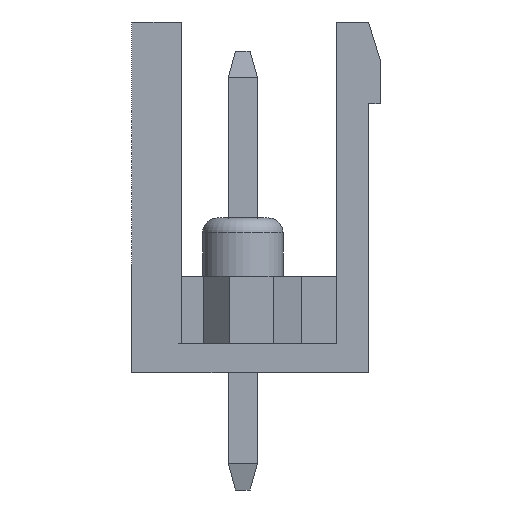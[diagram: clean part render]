
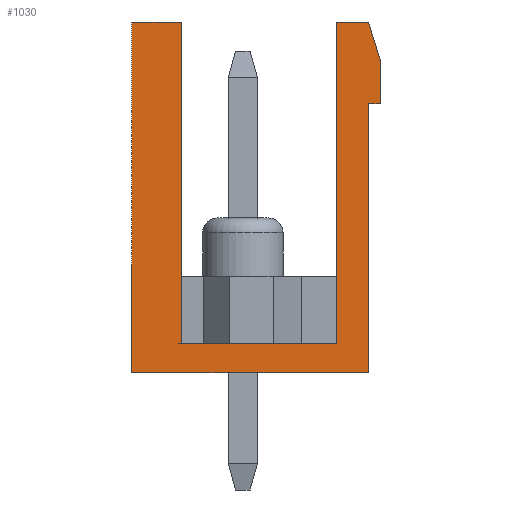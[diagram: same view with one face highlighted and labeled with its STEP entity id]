
A CAD part, left-side view. The second image highlights one B-rep face of the part: STEP entity #1030.
In plain terms, the highlighted planar face has unit normal (-1, 0, 0).
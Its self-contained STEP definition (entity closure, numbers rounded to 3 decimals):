
#1030 = ADVANCED_FACE( '', ( #2556 ), #2557, .F. );
#2556 = FACE_OUTER_BOUND( '', #4717, .T. );
#2557 = PLANE( '', #4718 );
#4717 = EDGE_LOOP( '', ( #7146, #7147, #7148, #7149, #7150, #7151, #7152, #7153, #7154, #7155, #7156 ) );
#4718 = AXIS2_PLACEMENT_3D( '', #7157, #7158, #7159 );
#7146 = ORIENTED_EDGE( '', *, *, #13630, .T. );
#7147 = ORIENTED_EDGE( '', *, *, #13631, .F. );
#7148 = ORIENTED_EDGE( '', *, *, #13632, .F. );
#7149 = ORIENTED_EDGE( '', *, *, #13633, .F. );
#7150 = ORIENTED_EDGE( '', *, *, #13634, .T. );
#7151 = ORIENTED_EDGE( '', *, *, #13635, .F. );
#7152 = ORIENTED_EDGE( '', *, *, #13636, .F. );
#7153 = ORIENTED_EDGE( '', *, *, #13637, .F. );
#7154 = ORIENTED_EDGE( '', *, *, #13638, .T. );
#7155 = ORIENTED_EDGE( '', *, *, #13571, .T. );
#7156 = ORIENTED_EDGE( '', *, *, #13639, .F. );
#7157 = CARTESIAN_POINT( '', ( -50.8, 0., 0. ) );
#7158 = DIRECTION( '', ( 1., 0., 0. ) );
#7159 = DIRECTION( '', ( 0., 0., -1. ) );
#13571 = EDGE_CURVE( '', #16374, #16375, #16376, .T. );
#13630 = EDGE_CURVE( '', #16475, #16476, #16477, .T. );
#13631 = EDGE_CURVE( '', #16478, #16476, #16479, .T. );
#13632 = EDGE_CURVE( '', #16480, #16478, #16481, .T. );
#13633 = EDGE_CURVE( '', #16482, #16480, #16483, .T. );
#13634 = EDGE_CURVE( '', #16482, #16484, #16485, .T. );
#13635 = EDGE_CURVE( '', #16486, #16484, #16487, .T. );
#13636 = EDGE_CURVE( '', #16488, #16486, #16489, .T. );
#13637 = EDGE_CURVE( '', #16490, #16488, #16491, .T. );
#13638 = EDGE_CURVE( '', #16490, #16374, #16492, .T. );
#13639 = EDGE_CURVE( '', #16475, #16375, #16493, .T. );
#16374 = VERTEX_POINT( '', #20475 );
#16375 = VERTEX_POINT( '', #20476 );
#16376 = LINE( '', #20477, #20478 );
#16475 = VERTEX_POINT( '', #20623 );
#16476 = VERTEX_POINT( '', #20624 );
#16477 = LINE( '', #20625, #20626 );
#16478 = VERTEX_POINT( '', #20627 );
#16479 = LINE( '', #20628, #20629 );
#16480 = VERTEX_POINT( '', #20630 );
#16481 = LINE( '', #20631, #20632 );
#16482 = VERTEX_POINT( '', #20633 );
#16483 = LINE( '', #20634, #20635 );
#16484 = VERTEX_POINT( '', #20636 );
#16485 = LINE( '', #20637, #20638 );
#16486 = VERTEX_POINT( '', #20639 );
#16487 = LINE( '', #20640, #20641 );
#16488 = VERTEX_POINT( '', #20642 );
#16489 = LINE( '', #20643, #20644 );
#16490 = VERTEX_POINT( '', #20645 );
#16491 = LINE( '', #20646, #20647 );
#16492 = LINE( '', #20648, #20649 );
#16493 = LINE( '', #20650, #20651 );
#20475 = CARTESIAN_POINT( '', ( -50.8, -4.05, 3.2 ) );
#20476 = CARTESIAN_POINT( '', ( -50.8, -4.45, 3.2 ) );
#20477 = CARTESIAN_POINT( '', ( -50.8, -4.05, 3.2 ) );
#20478 = VECTOR( '', #25866, 1000. );
#20623 = CARTESIAN_POINT( '', ( -50.8, -4.45, 4.7 ) );
#20624 = CARTESIAN_POINT( '', ( -50.8, -4.05, 6. ) );
#20625 = CARTESIAN_POINT( '', ( -50.8, -4.45, 4.7 ) );
#20626 = VECTOR( '', #25916, 1000. );
#20627 = CARTESIAN_POINT( '', ( -50.8, -2.95, 6. ) );
#20628 = CARTESIAN_POINT( '', ( -50.8, 4.05, 6. ) );
#20629 = VECTOR( '', #25917, 1000. );
#20630 = CARTESIAN_POINT( '', ( -50.8, -2.95, -5. ) );
#20631 = CARTESIAN_POINT( '', ( -50.8, -2.95, -5. ) );
#20632 = VECTOR( '', #25918, 1000. );
#20633 = CARTESIAN_POINT( '', ( -50.8, 2.35, -5. ) );
#20634 = CARTESIAN_POINT( '', ( -50.8, 2.35, -5. ) );
#20635 = VECTOR( '', #25919, 1000. );
#20636 = CARTESIAN_POINT( '', ( -50.8, 2.35, 6. ) );
#20637 = CARTESIAN_POINT( '', ( -50.8, 2.35, -5. ) );
#20638 = VECTOR( '', #25920, 1000. );
#20639 = CARTESIAN_POINT( '', ( -50.8, 4.05, 6. ) );
#20640 = CARTESIAN_POINT( '', ( -50.8, 4.05, 6. ) );
#20641 = VECTOR( '', #25921, 1000. );
#20642 = CARTESIAN_POINT( '', ( -50.8, 4.05, -6. ) );
#20643 = CARTESIAN_POINT( '', ( -50.8, 4.05, -6. ) );
#20644 = VECTOR( '', #25922, 1000. );
#20645 = CARTESIAN_POINT( '', ( -50.8, -4.05, -6. ) );
#20646 = CARTESIAN_POINT( '', ( -50.8, -4.45, -6. ) );
#20647 = VECTOR( '', #25923, 1000. );
#20648 = CARTESIAN_POINT( '', ( -50.8, -4.05, -6. ) );
#20649 = VECTOR( '', #25924, 1000. );
#20650 = CARTESIAN_POINT( '', ( -50.8, -4.45, 6. ) );
#20651 = VECTOR( '', #25925, 1000. );
#25866 = DIRECTION( '', ( 0., -1., 0. ) );
#25916 = DIRECTION( '', ( 0., 0.294, 0.956 ) );
#25917 = DIRECTION( '', ( 0., -1., 0. ) );
#25918 = DIRECTION( '', ( 0., 0., 1. ) );
#25919 = DIRECTION( '', ( 0., -1., 0. ) );
#25920 = DIRECTION( '', ( 0., 0., 1. ) );
#25921 = DIRECTION( '', ( 0., -1., 0. ) );
#25922 = DIRECTION( '', ( 0., 0., 1. ) );
#25923 = DIRECTION( '', ( 0., 1., 0. ) );
#25924 = DIRECTION( '', ( 0., 0., 1. ) );
#25925 = DIRECTION( '', ( 0., 0., -1. ) );
